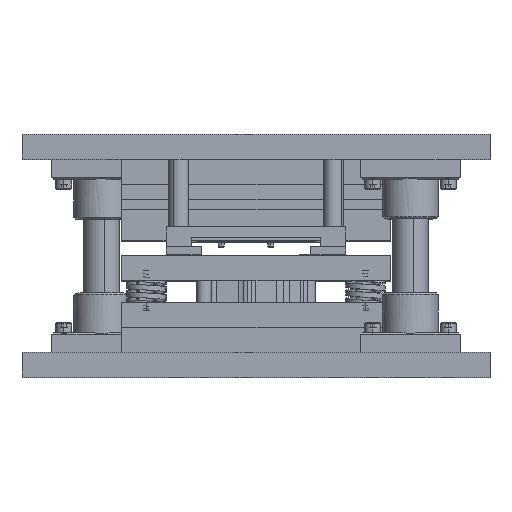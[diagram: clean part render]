
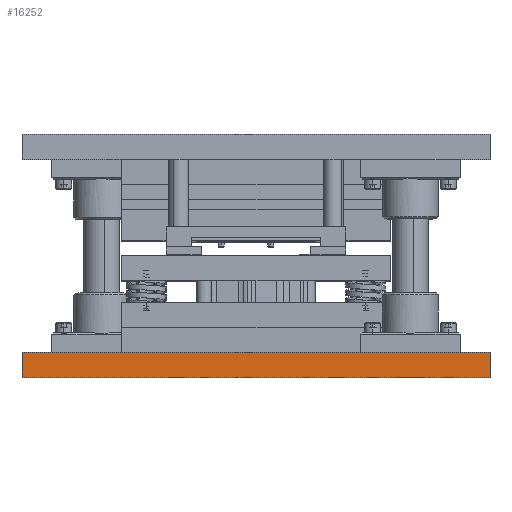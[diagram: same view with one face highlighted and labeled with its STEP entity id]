
A CAD part, top view. The second image highlights one B-rep face of the part: STEP entity #16252.
In plain terms, the highlighted free-form (B-spline) face has degree [1, 1] with [2, 2] control points.
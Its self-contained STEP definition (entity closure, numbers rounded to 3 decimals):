
#16223 = VERTEX_POINT('',#16224);
#16224 = CARTESIAN_POINT('',(-121.559,-5.902,
    343.024));
#16229 = EDGE_CURVE('',#16230,#16223,#16232,.T.);
#16230 = VERTEX_POINT('',#16231);
#16231 = CARTESIAN_POINT('',(-121.559,16.678,
    343.024));
#16232 = B_SPLINE_CURVE_WITH_KNOTS('',1,(#16233,#16234),.UNSPECIFIED.,
  .F.,.F.,(2,2),(-0.,25.),.PIECEWISE_BEZIER_KNOTS.);
#16233 = CARTESIAN_POINT('',(-121.559,16.678,
    343.024));
#16234 = CARTESIAN_POINT('',(-121.559,-5.902,
    343.024));
#16252 = ADVANCED_FACE('',(#16253),#16275,.F.);
#16253 = FACE_BOUND('',#16254,.T.);
#16254 = EDGE_LOOP('',(#16255,#16262,#16269,#16274));
#16255 = ORIENTED_EDGE('',*,*,#16256,.T.);
#16256 = EDGE_CURVE('',#16223,#16257,#16259,.T.);
#16257 = VERTEX_POINT('',#16258);
#16258 = CARTESIAN_POINT('',(303.04,-5.902,
    343.024));
#16259 = B_SPLINE_CURVE_WITH_KNOTS('',1,(#16260,#16261),.UNSPECIFIED.,
  .F.,.F.,(2,2),(-470.11,0.),.PIECEWISE_BEZIER_KNOTS.);
#16260 = CARTESIAN_POINT('',(-121.559,-5.902,
    343.024));
#16261 = CARTESIAN_POINT('',(303.04,-5.902,
    343.024));
#16262 = ORIENTED_EDGE('',*,*,#16263,.F.);
#16263 = EDGE_CURVE('',#16264,#16257,#16266,.T.);
#16264 = VERTEX_POINT('',#16265);
#16265 = CARTESIAN_POINT('',(303.04,16.678,
    343.024));
#16266 = B_SPLINE_CURVE_WITH_KNOTS('',1,(#16267,#16268),.UNSPECIFIED.,
  .F.,.F.,(2,2),(-0.,25.),.PIECEWISE_BEZIER_KNOTS.);
#16267 = CARTESIAN_POINT('',(303.04,16.678,
    343.024));
#16268 = CARTESIAN_POINT('',(303.04,-5.902,
    343.024));
#16269 = ORIENTED_EDGE('',*,*,#16270,.F.);
#16270 = EDGE_CURVE('',#16230,#16264,#16271,.T.);
#16271 = B_SPLINE_CURVE_WITH_KNOTS('',1,(#16272,#16273),.UNSPECIFIED.,
  .F.,.F.,(2,2),(-470.11,0.),.PIECEWISE_BEZIER_KNOTS.);
#16272 = CARTESIAN_POINT('',(-121.559,16.678,
    343.024));
#16273 = CARTESIAN_POINT('',(303.04,16.678,
    343.024));
#16274 = ORIENTED_EDGE('',*,*,#16229,.T.);
#16275 = B_SPLINE_SURFACE_WITH_KNOTS('',1,1,(
    (#16276,#16277)
    ,(#16278,#16279
  )),.UNSPECIFIED.,.F.,.F.,.F.,(2,2),(2,2),(0.,470.11),(-25.,0.),
  .PIECEWISE_BEZIER_KNOTS.);
#16276 = CARTESIAN_POINT('',(303.04,-5.902,
    343.024));
#16277 = CARTESIAN_POINT('',(303.04,16.678,
    343.024));
#16278 = CARTESIAN_POINT('',(-121.559,-5.902,
    343.024));
#16279 = CARTESIAN_POINT('',(-121.559,16.678,
    343.024));
